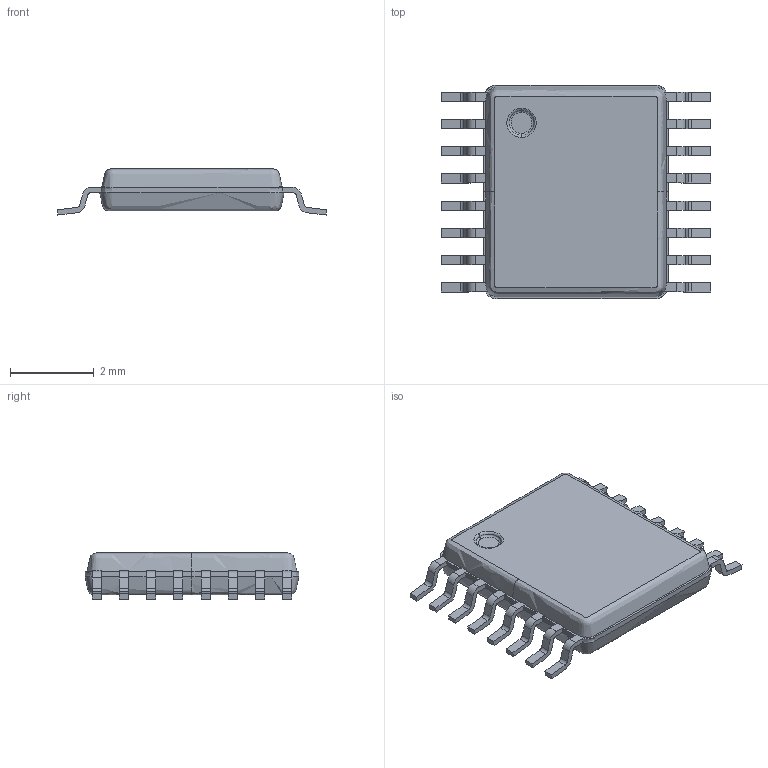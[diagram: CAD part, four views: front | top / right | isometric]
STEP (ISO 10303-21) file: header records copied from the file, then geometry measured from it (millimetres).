
FILE_DESCRIPTION(/* description */ (''),/* implementation_level */ '2;1');
FILE_NAME(/* name */ 'TSSOP-16',/* time_stamp */ '2017-09-25T16:21:33+02:00',/* author */ (''),/* organization */ (''),/* preprocessor_version */ 'ST-DEVELOPER v14',/* originating_system */ '',/* authorisation */ '');
FILE_SCHEMA (('AUTOMOTIVE_DESIGN'));
Length unit declared in the file: millimetre
Products named in the file (1): Document
Bounding box: 6.43 x 5.1 x 1.1 mm (x, y, z)
Volume: 21.6 mm3; surface area: 121.4 mm2
Topology: 9 solids, 9 shells, 239 faces, 700 edges, 464 vertices
Faces by surface type: bspline 204, plane 35
Entity records: 27163 total; most frequent: CARTESIAN_POINT 22763, ORIENTED_EDGE 1400, EDGE_CURVE 700, B_SPLINE_CURVE_WITH_KNOTS 690, VERTEX_POINT 464, EDGE_LOOP 240, ADVANCED_FACE 239, FACE_OUTER_BOUND 239
